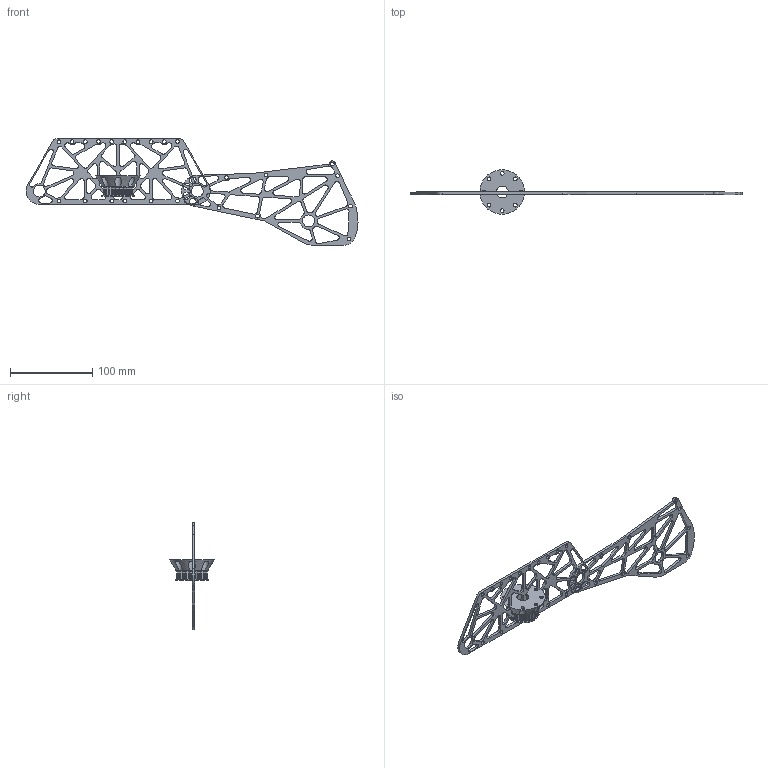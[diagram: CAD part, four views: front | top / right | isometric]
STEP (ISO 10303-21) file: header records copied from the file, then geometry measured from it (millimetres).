
FILE_DESCRIPTION(/* description */ ('STEP AP242','CAx-IF Rec.Pracs.---Representation and Presentation of Product Manufacturing Information (PMI)---4.0---2014-10-13','CAx-IF Rec.Pracs.---3D Tessellated Geometry---0.4---2014-09-14','2;1'),/* implementation_level */ '2;1');
FILE_NAME(/* name */ '667380cf7e9a9e0c15bfb33d',/* time_stamp */ '2024-06-20T01:07:28Z',/* author */ (''),/* organization */ (''),/* preprocessor_version */ 'ST-DEVELOPER v20',/* originating_system */ ' ',/* authorisation */ ' ');
FILE_SCHEMA (('AP242_MANAGED_MODEL_BASED_3D_ENGINEERING_MIM_LF { 1 0 10303 442 1 1 4 }'));
Length unit declared in the file: metre
Products named in the file (3): [LS] Pulley HTD5 24T; Main Plate; Suspension Plate
Bounding box: 403.21 x 54 x 130.23 mm (x, y, z)
Volume: 63616.1 mm3; surface area: 49316.8 mm2
Topology: 3 solids, 3 shells, 609 faces, 1783 edges, 1183 vertices
Faces by surface type: cylinder 426, plane 180, cone 3
Full cylindrical faces by diameter (mm): 4.5 x32, 14.5 x5, 16 x1, 39.482 x2
Entity records: 20854 total; most frequent: DIRECTION 3823, CARTESIAN_POINT 3625, ORIENTED_EDGE 3474, EDGE_CURVE 1737, AXIS2_PLACEMENT_3D 1490, VERTEX_POINT 1180, CIRCLE 878, LINE 843
